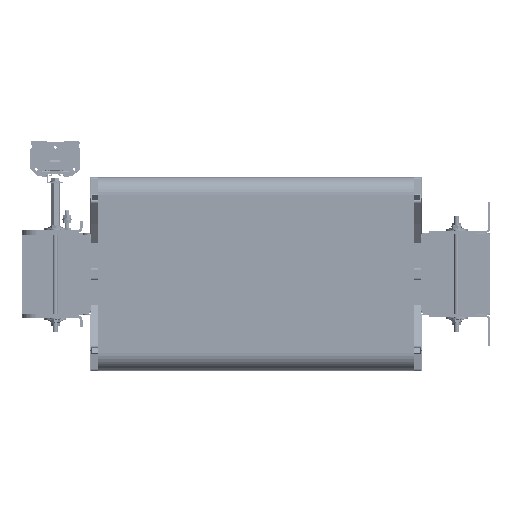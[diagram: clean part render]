
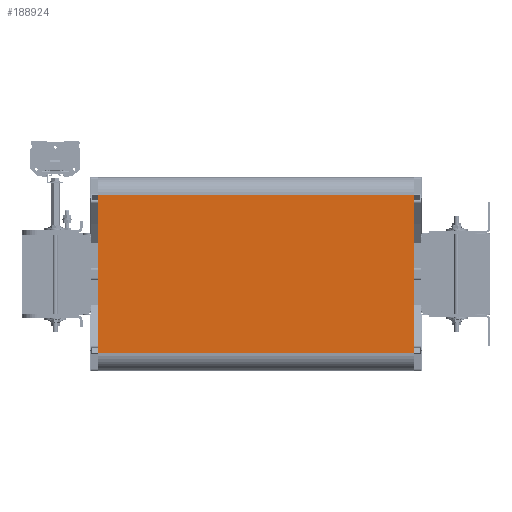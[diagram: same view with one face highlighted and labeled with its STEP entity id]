
A CAD part, left-side view. The second image highlights one B-rep face of the part: STEP entity #188924.
In plain terms, the highlighted planar face has unit normal (-1, 0, 0).
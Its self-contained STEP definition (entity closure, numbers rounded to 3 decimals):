
#10294=FACE_OUTER_BOUND('',#20685,.T.);
#20685=EDGE_LOOP('',(#124404,#124405,#124406,#124407));
#34133=LINE('',#270192,#55613);
#34137=LINE('',#270207,#55617);
#34138=LINE('',#270210,#55618);
#34139=LINE('',#270211,#55619);
#55613=VECTOR('',#218761,10.);
#55617=VECTOR('',#218775,10.);
#55618=VECTOR('',#218778,10.);
#55619=VECTOR('',#218779,10.);
#76462=VERTEX_POINT('',#270189);
#76463=VERTEX_POINT('',#270191);
#76469=VERTEX_POINT('',#270205);
#76470=VERTEX_POINT('',#270209);
#94943=EDGE_CURVE('',#76462,#76463,#34133,.T.);
#94951=EDGE_CURVE('',#76469,#76462,#34137,.T.);
#94952=EDGE_CURVE('',#76470,#76469,#34138,.T.);
#94953=EDGE_CURVE('',#76470,#76463,#34139,.T.);
#124404=ORIENTED_EDGE('',*,*,#94951,.F.);
#124405=ORIENTED_EDGE('',*,*,#94952,.F.);
#124406=ORIENTED_EDGE('',*,*,#94953,.T.);
#124407=ORIENTED_EDGE('',*,*,#94943,.F.);
#172177=PLANE('',#199928);
#188924=ADVANCED_FACE('',(#10294),#172177,.T.);
#199928=AXIS2_PLACEMENT_3D('',#270208,#218776,#218777);
#218761=DIRECTION('',(0.,0.,-1.));
#218775=DIRECTION('',(0.,-1.,0.));
#218776=DIRECTION('center_axis',(-1.,0.,0.));
#218777=DIRECTION('ref_axis',(0.,0.,1.));
#218778=DIRECTION('',(0.,0.,1.));
#218779=DIRECTION('',(0.,-1.,0.));
#270189=CARTESIAN_POINT('',(-363.,-260.5,129.75));
#270191=CARTESIAN_POINT('',(-363.,-260.5,-129.75));
#270192=CARTESIAN_POINT('',(-363.,-260.5,129.75));
#270205=CARTESIAN_POINT('',(-363.,260.5,129.75));
#270207=CARTESIAN_POINT('',(-363.,0.,129.75));
#270208=CARTESIAN_POINT('Origin',(-363.,0.,-129.75));
#270209=CARTESIAN_POINT('',(-363.,260.5,-129.75));
#270210=CARTESIAN_POINT('',(-363.,260.5,129.75));
#270211=CARTESIAN_POINT('',(-363.,0.,-129.75));
